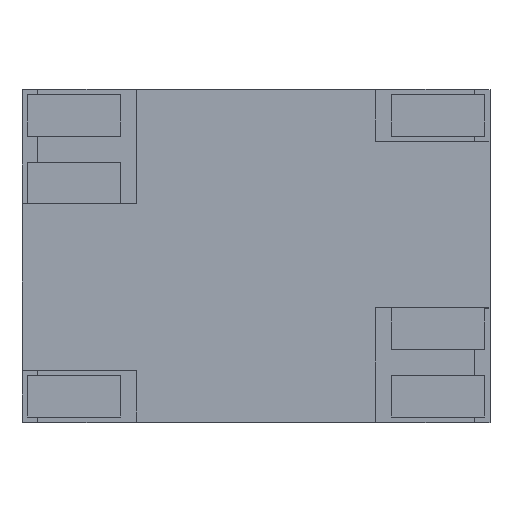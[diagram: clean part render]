
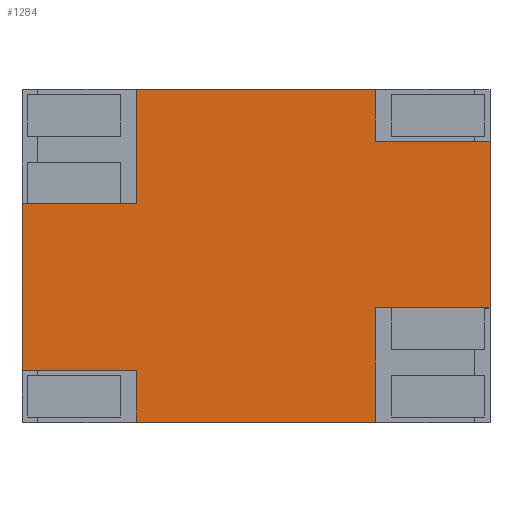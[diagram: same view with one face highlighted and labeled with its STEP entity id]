
A CAD part, top view. The second image highlights one B-rep face of the part: STEP entity #1284.
In plain terms, the highlighted planar face has unit normal (0, 0, 1).
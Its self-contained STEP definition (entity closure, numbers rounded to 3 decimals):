
#19 = LINE ( 'NONE', #526, #1138 ) ;
#48 = EDGE_CURVE ( 'NONE', #555, #808, #1068, .T. ) ;
#49 = CARTESIAN_POINT ( 'NONE',  ( 1.15, -1.6, 2.06 ) ) ;
#50 = VERTEX_POINT ( 'NONE', #347 ) ;
#104 = CARTESIAN_POINT ( 'NONE',  ( -1.15, -1.1, 2.06 ) ) ;
#108 = CARTESIAN_POINT ( 'NONE',  ( 0., 0., 2.06 ) ) ;
#139 = CARTESIAN_POINT ( 'NONE',  ( 2.25, -0.5, 2.06 ) ) ;
#175 = ORIENTED_EDGE ( 'NONE', *, *, #310, .T. ) ;
#183 = ORIENTED_EDGE ( 'NONE', *, *, #636, .F. ) ;
#197 = EDGE_CURVE ( 'NONE', #1344, #1388, #19, .T. ) ;
#199 = ORIENTED_EDGE ( 'NONE', *, *, #1181, .F. ) ;
#200 = LINE ( 'NONE', #1098, #214 ) ;
#204 = CARTESIAN_POINT ( 'NONE',  ( -1.15, 1.6, 2.06 ) ) ;
#214 = VECTOR ( 'NONE', #804, 1000. ) ;
#217 = EDGE_CURVE ( 'NONE', #50, #897, #430, .T. ) ;
#252 = ORIENTED_EDGE ( 'NONE', *, *, #1146, .F. ) ;
#253 = CARTESIAN_POINT ( 'NONE',  ( 2.25, 1.1, 2.06 ) ) ;
#267 = DIRECTION ( 'NONE',  ( 1., 0., 0. ) ) ;
#268 = VECTOR ( 'NONE', #1486, 1000. ) ;
#294 = DIRECTION ( 'NONE',  ( -1., 0., 0. ) ) ;
#300 = LINE ( 'NONE', #1163, #321 ) ;
#310 = EDGE_CURVE ( 'NONE', #1348, #655, #991, .T. ) ;
#321 = VECTOR ( 'NONE', #492, 1000. ) ;
#347 = CARTESIAN_POINT ( 'NONE',  ( 1.15, 1.6, 2.06 ) ) ;
#365 = VERTEX_POINT ( 'NONE', #432 ) ;
#367 = DIRECTION ( 'NONE',  ( 0., 0., 1. ) ) ;
#369 = CARTESIAN_POINT ( 'NONE',  ( -1.15, -1.6, 2.06 ) ) ;
#397 = DIRECTION ( 'NONE',  ( 0., 1., 0. ) ) ;
#403 = VECTOR ( 'NONE', #416, 1000. ) ;
#416 = DIRECTION ( 'NONE',  ( 1., 0., 0. ) ) ;
#430 = LINE ( 'NONE', #622, #1272 ) ;
#432 = CARTESIAN_POINT ( 'NONE',  ( 1.15, -0.5, 2.06 ) ) ;
#453 = CARTESIAN_POINT ( 'NONE',  ( -1.15, 1.6, 2.06 ) ) ;
#467 = VECTOR ( 'NONE', #968, 1000. ) ;
#470 = ORIENTED_EDGE ( 'NONE', *, *, #1301, .F. ) ;
#476 = VERTEX_POINT ( 'NONE', #1045 ) ;
#486 = ORIENTED_EDGE ( 'NONE', *, *, #217, .T. ) ;
#492 = DIRECTION ( 'NONE',  ( 0., -1., 0. ) ) ;
#526 = CARTESIAN_POINT ( 'NONE',  ( -2.25, 1.6, 2.06 ) ) ;
#541 = VECTOR ( 'NONE', #1027, 1000. ) ;
#555 = VERTEX_POINT ( 'NONE', #823 ) ;
#565 = ORIENTED_EDGE ( 'NONE', *, *, #48, .F. ) ;
#576 = VERTEX_POINT ( 'NONE', #671 ) ;
#579 = ORIENTED_EDGE ( 'NONE', *, *, #1061, .T. ) ;
#590 = ORIENTED_EDGE ( 'NONE', *, *, #892, .F. ) ;
#599 = VECTOR ( 'NONE', #294, 1000. ) ;
#622 = CARTESIAN_POINT ( 'NONE',  ( -2.25, 1.6, 2.06 ) ) ;
#632 = CARTESIAN_POINT ( 'NONE',  ( -2.25, 0.5, 2.06 ) ) ;
#636 = EDGE_CURVE ( 'NONE', #1348, #576, #950, .T. ) ;
#655 = VERTEX_POINT ( 'NONE', #49 ) ;
#661 = ORIENTED_EDGE ( 'NONE', *, *, #1320, .F. ) ;
#671 = CARTESIAN_POINT ( 'NONE',  ( -1.15, -1.1, 2.06 ) ) ;
#698 = DIRECTION ( 'NONE',  ( 1., 0., 0. ) ) ;
#745 = DIRECTION ( 'NONE',  ( 0., 1., 0. ) ) ;
#754 = EDGE_CURVE ( 'NONE', #1344, #476, #1134, .T. ) ;
#804 = DIRECTION ( 'NONE',  ( 0., -1., 0. ) ) ;
#808 = VERTEX_POINT ( 'NONE', #253 ) ;
#823 = CARTESIAN_POINT ( 'NONE',  ( 1.15, 1.1, 2.06 ) ) ;
#878 = DIRECTION ( 'NONE',  ( -1., 0., 0. ) ) ;
#892 = EDGE_CURVE ( 'NONE', #50, #555, #300, .T. ) ;
#897 = VERTEX_POINT ( 'NONE', #453 ) ;
#950 = LINE ( 'NONE', #104, #1133 ) ;
#953 = CARTESIAN_POINT ( 'NONE',  ( -2.25, -1.1, 2.06 ) ) ;
#959 = EDGE_LOOP ( 'NONE', ( #565, #590, #486, #252, #1402, #1184, #199, #183, #175, #661, #470, #579 ) ) ;
#968 = DIRECTION ( 'NONE',  ( 1., 0., 0. ) ) ;
#991 = LINE ( 'NONE', #1116, #467 ) ;
#1024 = PLANE ( 'NONE',  #1436 ) ;
#1027 = DIRECTION ( 'NONE',  ( -1., 0., 0. ) ) ;
#1045 = CARTESIAN_POINT ( 'NONE',  ( -1.15, 0.5, 2.06 ) ) ;
#1061 = EDGE_CURVE ( 'NONE', #1099, #808, #1384, .T. ) ;
#1068 = LINE ( 'NONE', #1280, #403 ) ;
#1096 = VECTOR ( 'NONE', #698, 1000. ) ;
#1098 = CARTESIAN_POINT ( 'NONE',  ( 1.15, -0.5, 2.06 ) ) ;
#1099 = VERTEX_POINT ( 'NONE', #139 ) ;
#1105 = VECTOR ( 'NONE', #397, 1000. ) ;
#1116 = CARTESIAN_POINT ( 'NONE',  ( -2.25, -1.6, 2.06 ) ) ;
#1133 = VECTOR ( 'NONE', #745, 1000. ) ;
#1134 = LINE ( 'NONE', #1387, #1096 ) ;
#1138 = VECTOR ( 'NONE', #1399, 1000. ) ;
#1146 = EDGE_CURVE ( 'NONE', #476, #897, #1230, .T. ) ;
#1163 = CARTESIAN_POINT ( 'NONE',  ( 1.15, 1.1, 2.06 ) ) ;
#1178 = LINE ( 'NONE', #1279, #541 ) ;
#1181 = EDGE_CURVE ( 'NONE', #576, #1388, #1456, .T. ) ;
#1184 = ORIENTED_EDGE ( 'NONE', *, *, #197, .T. ) ;
#1230 = LINE ( 'NONE', #204, #268 ) ;
#1250 = FACE_OUTER_BOUND ( 'NONE', #959, .T. ) ;
#1272 = VECTOR ( 'NONE', #878, 1000. ) ;
#1279 = CARTESIAN_POINT ( 'NONE',  ( 2.25, -0.5, 2.06 ) ) ;
#1280 = CARTESIAN_POINT ( 'NONE',  ( 2.25, 1.1, 2.06 ) ) ;
#1284 = ADVANCED_FACE ( 'NONE', ( #1250 ), #1024, .T. ) ;
#1301 = EDGE_CURVE ( 'NONE', #1099, #365, #1178, .T. ) ;
#1320 = EDGE_CURVE ( 'NONE', #365, #655, #200, .T. ) ;
#1344 = VERTEX_POINT ( 'NONE', #632 ) ;
#1348 = VERTEX_POINT ( 'NONE', #369 ) ;
#1384 = LINE ( 'NONE', #1508, #1105 ) ;
#1387 = CARTESIAN_POINT ( 'NONE',  ( -2.25, 0.5, 2.06 ) ) ;
#1388 = VERTEX_POINT ( 'NONE', #1503 ) ;
#1399 = DIRECTION ( 'NONE',  ( 0., -1., 0. ) ) ;
#1402 = ORIENTED_EDGE ( 'NONE', *, *, #754, .F. ) ;
#1436 = AXIS2_PLACEMENT_3D ( 'NONE', #108, #367, #267 ) ;
#1456 = LINE ( 'NONE', #953, #599 ) ;
#1486 = DIRECTION ( 'NONE',  ( 0., 1., 0. ) ) ;
#1503 = CARTESIAN_POINT ( 'NONE',  ( -2.25, -1.1, 2.06 ) ) ;
#1508 = CARTESIAN_POINT ( 'NONE',  ( 2.25, 1.6, 2.06 ) ) ;
